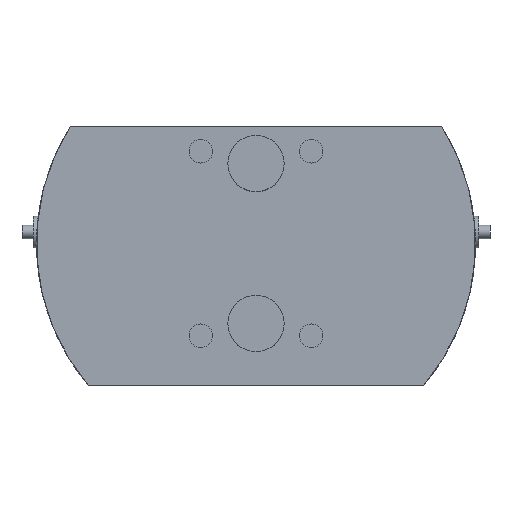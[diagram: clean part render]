
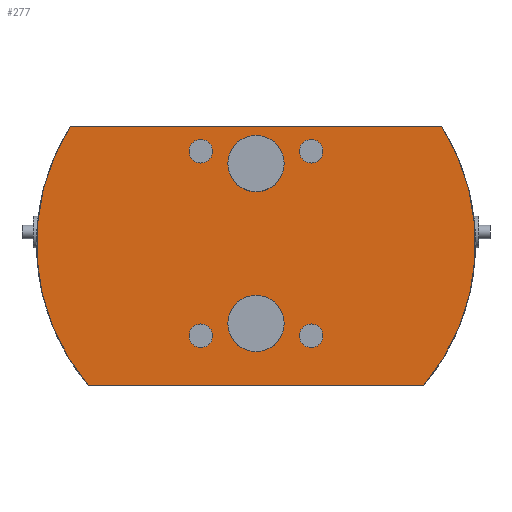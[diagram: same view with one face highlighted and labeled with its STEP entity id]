
A CAD part, top view. The second image highlights one B-rep face of the part: STEP entity #277.
In plain terms, the highlighted planar face has unit normal (0, 0, 1).
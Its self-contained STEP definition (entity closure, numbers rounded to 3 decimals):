
#56=PLANE('',#1568);
#191=LINE('',#2495,#237);
#192=LINE('',#2504,#238);
#237=VECTOR('',#1853,1.);
#238=VECTOR('',#1864,1.);
#277=ADVANCED_FACE('',(#464,#465,#466,#467,#468,#469,#470),#56,.F.);
#464=FACE_BOUND('',#571,.T.);
#465=FACE_BOUND('',#572,.T.);
#466=FACE_BOUND('',#573,.T.);
#467=FACE_BOUND('',#574,.T.);
#468=FACE_BOUND('',#575,.T.);
#469=FACE_BOUND('',#576,.T.);
#470=FACE_BOUND('',#577,.T.);
#571=EDGE_LOOP('',(#826));
#572=EDGE_LOOP('',(#827));
#573=EDGE_LOOP('',(#828));
#574=EDGE_LOOP('',(#829,#830,#831,#832));
#575=EDGE_LOOP('',(#833));
#576=EDGE_LOOP('',(#834));
#577=EDGE_LOOP('',(#835));
#826=ORIENTED_EDGE('',*,*,#1282,.F.);
#827=ORIENTED_EDGE('',*,*,#1283,.T.);
#828=ORIENTED_EDGE('',*,*,#1284,.F.);
#829=ORIENTED_EDGE('',*,*,#1281,.F.);
#830=ORIENTED_EDGE('',*,*,#1223,.T.);
#831=ORIENTED_EDGE('',*,*,#1285,.F.);
#832=ORIENTED_EDGE('',*,*,#1196,.T.);
#833=ORIENTED_EDGE('',*,*,#1286,.T.);
#834=ORIENTED_EDGE('',*,*,#1287,.F.);
#835=ORIENTED_EDGE('',*,*,#1288,.F.);
#1063=VERTEX_POINT('',#2188);
#1064=VERTEX_POINT('',#2190);
#1090=VERTEX_POINT('',#2328);
#1091=VERTEX_POINT('',#2330);
#1132=VERTEX_POINT('',#2499);
#1133=VERTEX_POINT('',#2501);
#1134=VERTEX_POINT('',#2503);
#1135=VERTEX_POINT('',#2506);
#1136=VERTEX_POINT('',#2508);
#1137=VERTEX_POINT('',#2510);
#1196=EDGE_CURVE('',#1064,#1063,#1370,.T.);
#1223=EDGE_CURVE('',#1091,#1090,#1381,.T.);
#1281=EDGE_CURVE('',#1091,#1063,#191,.T.);
#1282=EDGE_CURVE('',#1132,#1132,#1400,.T.);
#1283=EDGE_CURVE('',#1133,#1133,#1401,.T.);
#1284=EDGE_CURVE('',#1134,#1134,#1402,.T.);
#1285=EDGE_CURVE('',#1064,#1090,#192,.T.);
#1286=EDGE_CURVE('',#1135,#1135,#1403,.T.);
#1287=EDGE_CURVE('',#1136,#1136,#1404,.T.);
#1288=EDGE_CURVE('',#1137,#1137,#1405,.T.);
#1370=CIRCLE('',#1510,97.5);
#1381=CIRCLE('',#1528,97.5);
#1400=CIRCLE('',#1562,5.25);
#1401=CIRCLE('',#1563,5.25);
#1402=CIRCLE('',#1564,12.5);
#1403=CIRCLE('',#1565,5.25);
#1404=CIRCLE('',#1566,12.5);
#1405=CIRCLE('',#1567,5.25);
#1510=AXIS2_PLACEMENT_3D('',#2189,#1718,#1719);
#1528=AXIS2_PLACEMENT_3D('',#2329,#1759,#1760);
#1562=AXIS2_PLACEMENT_3D('',#2498,#1858,#1859);
#1563=AXIS2_PLACEMENT_3D('',#2500,#1860,#1861);
#1564=AXIS2_PLACEMENT_3D('',#2502,#1862,#1863);
#1565=AXIS2_PLACEMENT_3D('',#2505,#1865,#1866);
#1566=AXIS2_PLACEMENT_3D('',#2507,#1867,#1868);
#1567=AXIS2_PLACEMENT_3D('',#2509,#1869,#1870);
#1568=AXIS2_PLACEMENT_3D('',#2511,#1871,#1872);
#1718=DIRECTION('',(0.,0.,1.));
#1719=DIRECTION('',(0.,-1.,0.));
#1759=DIRECTION('',(0.,0.,1.));
#1760=DIRECTION('',(0.,-1.,0.));
#1853=DIRECTION('',(-1.,0.,0.));
#1858=DIRECTION('',(0.,0.,1.));
#1859=DIRECTION('',(-1.,0.,0.));
#1860=DIRECTION('',(0.,0.,-1.));
#1861=DIRECTION('',(0.,-1.,0.));
#1862=DIRECTION('',(0.,0.,1.));
#1863=DIRECTION('',(0.,-1.,0.));
#1864=DIRECTION('',(1.,0.,0.));
#1865=DIRECTION('',(0.,0.,-1.));
#1866=DIRECTION('',(0.,-1.,0.));
#1867=DIRECTION('',(0.,0.,1.));
#1868=DIRECTION('',(-1.,0.,0.));
#1869=DIRECTION('',(0.,0.,1.));
#1870=DIRECTION('',(-1.,0.,0.));
#1871=DIRECTION('',(0.,0.,-1.));
#1872=DIRECTION('',(0.,-1.,0.));
#2188=CARTESIAN_POINT('',(-74.413,-63.,0.));
#2189=CARTESIAN_POINT('',(0.,0.,0.));
#2190=CARTESIAN_POINT('',(-82.476,52.,0.));
#2328=CARTESIAN_POINT('',(82.476,52.,0.));
#2329=CARTESIAN_POINT('',(0.,0.,0.));
#2330=CARTESIAN_POINT('',(74.413,-63.,0.));
#2495=CARTESIAN_POINT('',(87.5,-63.,0.));
#2498=CARTESIAN_POINT('',(24.5,-41.,0.));
#2499=CARTESIAN_POINT('',(19.25,-41.,0.));
#2500=CARTESIAN_POINT('',(-24.5,41.,0.));
#2501=CARTESIAN_POINT('',(-24.5,35.75,0.));
#2502=CARTESIAN_POINT('',(0.,35.5,0.));
#2503=CARTESIAN_POINT('',(0.,23.,0.));
#2504=CARTESIAN_POINT('',(-87.5,52.,0.));
#2505=CARTESIAN_POINT('',(24.5,41.,0.));
#2506=CARTESIAN_POINT('',(24.5,35.75,0.));
#2507=CARTESIAN_POINT('',(0.,-35.5,0.));
#2508=CARTESIAN_POINT('',(-12.5,-35.5,0.));
#2509=CARTESIAN_POINT('',(-24.5,-41.,0.));
#2510=CARTESIAN_POINT('',(-29.75,-41.,0.));
#2511=CARTESIAN_POINT('',(87.5,42.,0.));
